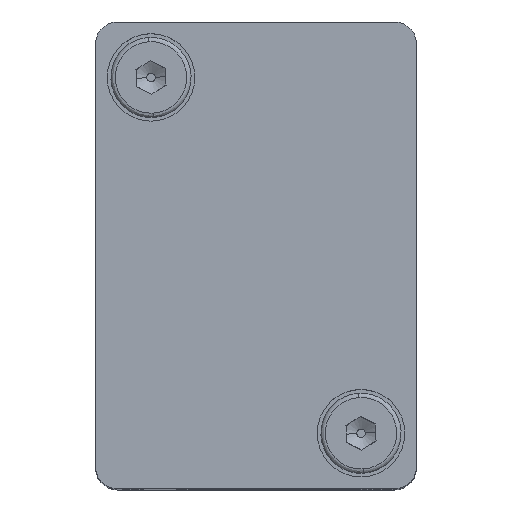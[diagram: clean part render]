
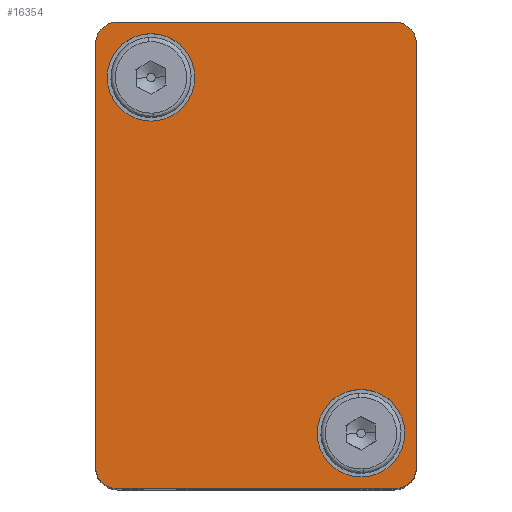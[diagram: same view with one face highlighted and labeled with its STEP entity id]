
A CAD part, top view. The second image highlights one B-rep face of the part: STEP entity #16354.
In plain terms, the highlighted face is planar.
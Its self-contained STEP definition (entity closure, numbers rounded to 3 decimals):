
#14768=CARTESIAN_POINT('',(7.2,6.25,15.2));
#14769=VERTEX_POINT('',#14768);
#14785=CARTESIAN_POINT('',(7.2,6.25,9.2));
#14786=VERTEX_POINT('',#14785);
#14793=CARTESIAN_POINT('',(7.2,6.25,12.2));
#14794=DIRECTION('',(0.0,-1.0,0.0));
#14795=DIRECTION('',(0.0,0.0,1.0));
#14796=AXIS2_PLACEMENT_3D('',#14793,#14794,#14795);
#14797=CIRCLE('',#14796,3.0);
#14798=EDGE_CURVE('',#14769,#14786,#14797,.T.);
#14810=CARTESIAN_POINT('',(-7.2,6.25,-9.2));
#14811=VERTEX_POINT('',#14810);
#14827=CARTESIAN_POINT('',(-7.2,6.25,-15.2));
#14828=VERTEX_POINT('',#14827);
#14835=CARTESIAN_POINT('',(-7.2,6.25,-12.2));
#14836=DIRECTION('',(0.0,-1.0,0.0));
#14837=DIRECTION('',(0.0,0.0,1.0));
#14838=AXIS2_PLACEMENT_3D('',#14835,#14836,#14837);
#14839=CIRCLE('',#14838,3.0);
#14840=EDGE_CURVE('',#14811,#14828,#14839,.T.);
#14852=CARTESIAN_POINT('',(-10.561,6.25,15.561));
#14853=VERTEX_POINT('',#14852);
#14869=CARTESIAN_POINT('',(-9.5,6.25,16.));
#14870=VERTEX_POINT('',#14869);
#14877=CARTESIAN_POINT('',(-9.5,6.25,14.5));
#14878=DIRECTION('',(0.0,-1.,0.0));
#14879=DIRECTION('',(-0.707,0.0,0.707));
#14880=AXIS2_PLACEMENT_3D('',#14877,#14878,#14879);
#14881=CIRCLE('',#14880,1.5);
#14882=EDGE_CURVE('',#14870,#14853,#14881,.T.);
#14894=CARTESIAN_POINT('',(-10.561,6.25,-15.561));
#14895=VERTEX_POINT('',#14894);
#14911=CARTESIAN_POINT('',(-11.0,6.25,-14.5));
#14912=VERTEX_POINT('',#14911);
#14919=CARTESIAN_POINT('',(-9.5,6.25,-14.5));
#14920=DIRECTION('',(0.0,-1.,0.0));
#14921=DIRECTION('',(-0.707,0.0,-0.707));
#14922=AXIS2_PLACEMENT_3D('',#14919,#14920,#14921);
#14923=CIRCLE('',#14922,1.5);
#14924=EDGE_CURVE('',#14912,#14895,#14923,.T.);
#14936=CARTESIAN_POINT('',(10.561,6.25,-15.561));
#14937=VERTEX_POINT('',#14936);
#14953=CARTESIAN_POINT('',(9.5,6.25,-16.0));
#14954=VERTEX_POINT('',#14953);
#14961=CARTESIAN_POINT('',(9.5,6.25,-14.5));
#14962=DIRECTION('',(0.0,-1.,0.0));
#14963=DIRECTION('',(0.707,0.0,-0.707));
#14964=AXIS2_PLACEMENT_3D('',#14961,#14962,#14963);
#14965=CIRCLE('',#14964,1.5);
#14966=EDGE_CURVE('',#14954,#14937,#14965,.T.);
#14978=CARTESIAN_POINT('',(10.561,6.25,15.561));
#14979=VERTEX_POINT('',#14978);
#14995=CARTESIAN_POINT('',(11.0,6.25,14.5));
#14996=VERTEX_POINT('',#14995);
#15003=CARTESIAN_POINT('',(9.5,6.25,14.5));
#15004=DIRECTION('',(0.0,-1.,0.0));
#15005=DIRECTION('',(0.707,0.0,0.707));
#15006=AXIS2_PLACEMENT_3D('',#15003,#15004,#15005);
#15007=CIRCLE('',#15006,1.5);
#15008=EDGE_CURVE('',#14996,#14979,#15007,.T.);
#16227=CARTESIAN_POINT('',(9.5,6.25,16.));
#16228=VERTEX_POINT('',#16227);
#16229=CARTESIAN_POINT('',(9.5,6.25,14.5));
#16230=DIRECTION('',(0.0,-1.,0.0));
#16231=DIRECTION('',(0.707,0.0,0.707));
#16232=AXIS2_PLACEMENT_3D('',#16229,#16230,#16231);
#16233=CIRCLE('',#16232,1.5);
#16234=EDGE_CURVE('',#14979,#16228,#16233,.T.);
#16260=CARTESIAN_POINT('',(9.5,6.25,16.));
#16261=DIRECTION('',(-1.0,0.0,0.0));
#16262=VECTOR('',#16261,19.0);
#16263=LINE('',#16260,#16262);
#16264=EDGE_CURVE('',#16228,#14870,#16263,.T.);
#16276=CARTESIAN_POINT('',(0.,6.25,0.));
#16277=DIRECTION('',(0.0,1.0,0.0));
#16278=DIRECTION('',(0.0,0.0,1.0));
#16279=AXIS2_PLACEMENT_3D('',#16276,#16277,#16278);
#16280=PLANE('',#16279);
#16281=ORIENTED_EDGE('',*,*,#15008,.F.);
#16282=CARTESIAN_POINT('',(11.0,6.25,-14.5));
#16283=VERTEX_POINT('',#16282);
#16284=CARTESIAN_POINT('',(11.0,6.25,-14.5));
#16285=DIRECTION('',(0.0,0.0,1.0));
#16286=VECTOR('',#16285,29.0);
#16287=LINE('',#16284,#16286);
#16288=EDGE_CURVE('',#16283,#14996,#16287,.T.);
#16289=ORIENTED_EDGE('',*,*,#16288,.F.);
#16290=CARTESIAN_POINT('',(9.5,6.25,-14.5));
#16291=DIRECTION('',(0.0,-1.,0.0));
#16292=DIRECTION('',(0.707,0.0,-0.707));
#16293=AXIS2_PLACEMENT_3D('',#16290,#16291,#16292);
#16294=CIRCLE('',#16293,1.5);
#16295=EDGE_CURVE('',#14937,#16283,#16294,.T.);
#16296=ORIENTED_EDGE('',*,*,#16295,.F.);
#16297=ORIENTED_EDGE('',*,*,#14966,.F.);
#16298=CARTESIAN_POINT('',(-9.5,6.25,-16.));
#16299=VERTEX_POINT('',#16298);
#16300=CARTESIAN_POINT('',(-9.5,6.25,-16.));
#16301=DIRECTION('',(1.0,0.0,0.0));
#16302=VECTOR('',#16301,19.0);
#16303=LINE('',#16300,#16302);
#16304=EDGE_CURVE('',#16299,#14954,#16303,.T.);
#16305=ORIENTED_EDGE('',*,*,#16304,.F.);
#16306=CARTESIAN_POINT('',(-9.5,6.25,-14.5));
#16307=DIRECTION('',(0.0,-1.,0.0));
#16308=DIRECTION('',(-0.707,0.0,-0.707));
#16309=AXIS2_PLACEMENT_3D('',#16306,#16307,#16308);
#16310=CIRCLE('',#16309,1.5);
#16311=EDGE_CURVE('',#14895,#16299,#16310,.T.);
#16312=ORIENTED_EDGE('',*,*,#16311,.F.);
#16313=ORIENTED_EDGE('',*,*,#14924,.F.);
#16314=CARTESIAN_POINT('',(-11.0,6.25,14.5));
#16315=VERTEX_POINT('',#16314);
#16316=CARTESIAN_POINT('',(-11.0,6.25,14.5));
#16317=DIRECTION('',(0.0,0.0,-1.0));
#16318=VECTOR('',#16317,29.);
#16319=LINE('',#16316,#16318);
#16320=EDGE_CURVE('',#16315,#14912,#16319,.T.);
#16321=ORIENTED_EDGE('',*,*,#16320,.F.);
#16322=CARTESIAN_POINT('',(-9.5,6.25,14.5));
#16323=DIRECTION('',(0.0,-1.,0.0));
#16324=DIRECTION('',(-0.707,0.0,0.707));
#16325=AXIS2_PLACEMENT_3D('',#16322,#16323,#16324);
#16326=CIRCLE('',#16325,1.5);
#16327=EDGE_CURVE('',#14853,#16315,#16326,.T.);
#16328=ORIENTED_EDGE('',*,*,#16327,.F.);
#16329=ORIENTED_EDGE('',*,*,#14882,.F.);
#16330=ORIENTED_EDGE('',*,*,#16264,.F.);
#16331=ORIENTED_EDGE('',*,*,#16234,.F.);
#16332=EDGE_LOOP('',(#16281,#16289,#16296,#16297,#16305,#16312,#16313,#16321,#16328,#16329,#16330,#16331));
#16333=FACE_OUTER_BOUND('',#16332,.T.);
#16334=ORIENTED_EDGE('',*,*,#14840,.T.);
#16335=CARTESIAN_POINT('',(-7.2,6.25,-12.2));
#16336=DIRECTION('',(0.0,-1.0,0.0));
#16337=DIRECTION('',(0.0,0.0,1.0));
#16338=AXIS2_PLACEMENT_3D('',#16335,#16336,#16337);
#16339=CIRCLE('',#16338,3.0);
#16340=EDGE_CURVE('',#14828,#14811,#16339,.T.);
#16341=ORIENTED_EDGE('',*,*,#16340,.T.);
#16342=EDGE_LOOP('',(#16334,#16341));
#16343=FACE_BOUND('',#16342,.T.);
#16344=ORIENTED_EDGE('',*,*,#14798,.T.);
#16345=CARTESIAN_POINT('',(7.2,6.25,12.2));
#16346=DIRECTION('',(0.0,-1.0,0.0));
#16347=DIRECTION('',(0.0,0.0,1.0));
#16348=AXIS2_PLACEMENT_3D('',#16345,#16346,#16347);
#16349=CIRCLE('',#16348,3.0);
#16350=EDGE_CURVE('',#14786,#14769,#16349,.T.);
#16351=ORIENTED_EDGE('',*,*,#16350,.T.);
#16352=EDGE_LOOP('',(#16344,#16351));
#16353=FACE_BOUND('',#16352,.T.);
#16354=ADVANCED_FACE('',(#16333,#16343,#16353),#16280,.T.);
